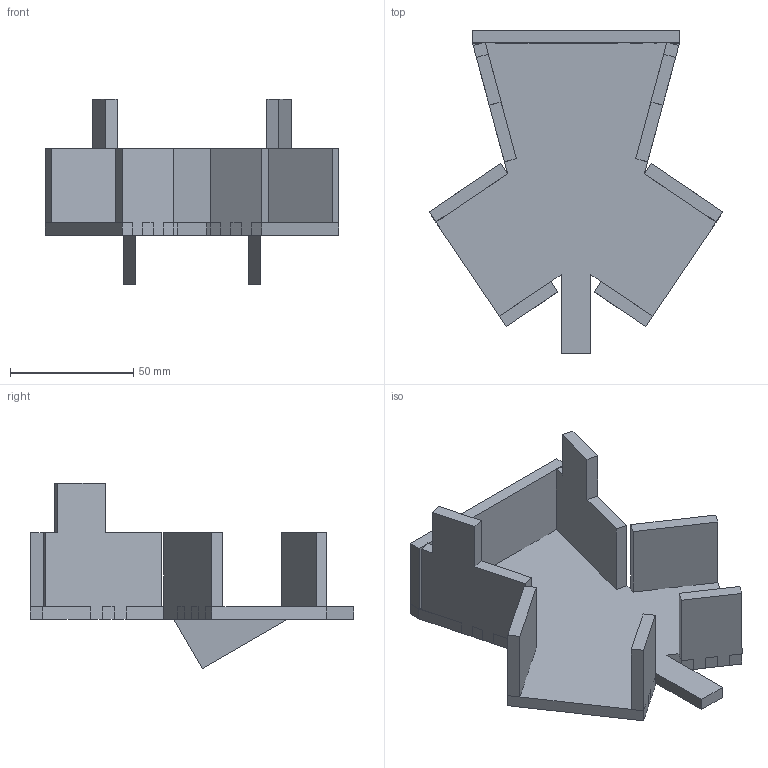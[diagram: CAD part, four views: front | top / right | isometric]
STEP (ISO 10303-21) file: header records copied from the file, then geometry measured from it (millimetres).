
FILE_DESCRIPTION (( 'STEP AP203' ), '1' );
FILE_NAME ('Bras_Assemblage.STEP', '2018-04-10T17:34:20', ( '' ), ( '' ), 'SwSTEP 2.0', 'SolidWorks 2017', '' );
FILE_SCHEMA (( 'CONFIG_CONTROL_DESIGN' ));
Length unit declared in the file: millimetre
Products named in the file (8): Bras_4; Bras_pente; Bras_3; Bras_5; Bras_Assemblage; Bras_2; Bras_1
Assembly tree (11 placements, depth 3):
  Bras_Assemblage
    Bras_Assemblage
      Bras_1
      Bras_2  x2
      Bras_3  x2
      Bras_4  x2
      Bras_5
    Bras_pente  x2
Bounding box: 119.04 x 130.97 x 75 mm (x, y, z)
Volume: 101136.2 mm3; surface area: 51571.3 mm2
Topology: 10 solids, 10 shells, 224 faces, 612 edges, 408 vertices
Faces by surface type: plane 224
Entity records: 6353 total; most frequent: CARTESIAN_POINT 981, ORIENTED_EDGE 954, DIRECTION 849, EDGE_CURVE 477, LINE 477, VECTOR 477, VERTEX_POINT 318, AXIS2_PLACEMENT_3D 186
